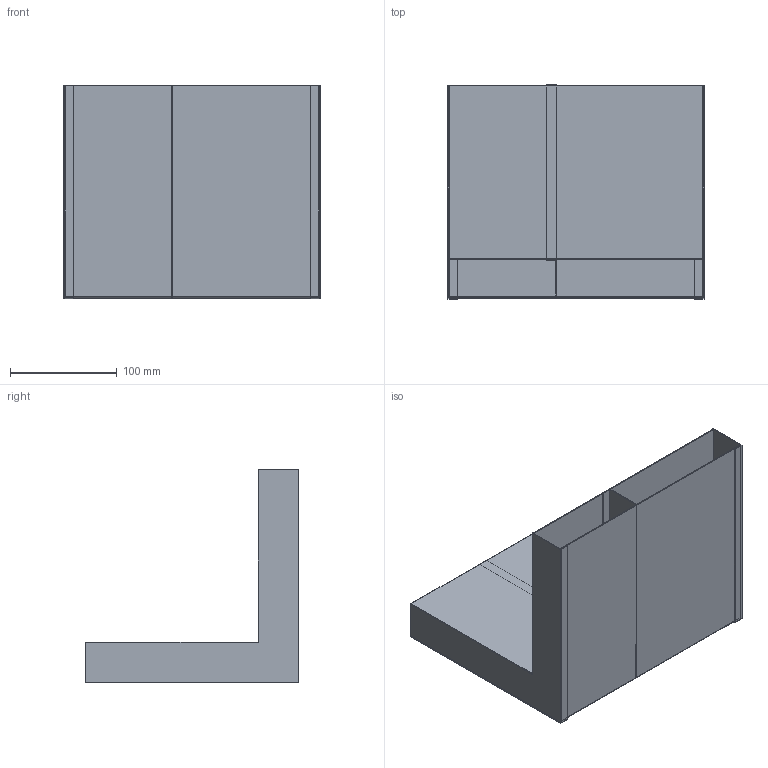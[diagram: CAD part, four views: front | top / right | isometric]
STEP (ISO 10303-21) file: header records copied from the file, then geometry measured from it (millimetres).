
FILE_DESCRIPTION((''),'2;1');
FILE_NAME('UKK_240-38-2-SIMPLIFIED_ASM','2022-12-05T09:28:52',('rissom1'),(''),'CREO PARAMETRIC BY PTC INC, 2022024','CREO PARAMETRIC BY PTC INC, 2022024','');
FILE_SCHEMA(('AUTOMOTIVE_DESIGN { 1 0 10303 214 1 1 1 1 }'));
Length unit declared in the file: millimetre
Products named in the file (5): UKKI_240-38-SIMPLIFIED; UKKS_38-SIMPLIFIED; UKKA_240-SIMPLIFIED; UKKT_38-SIMPLIFIED; UKK_240-38-2-SIMPLIFIED_ASM
Assembly tree (5 placements, depth 2):
  UKK_240-38-2-SIMPLIFIED_ASM
    UKKI_240-38-SIMPLIFIED
    UKKS_38-SIMPLIFIED  x2
    UKKA_240-SIMPLIFIED
    UKKT_38-SIMPLIFIED
Bounding box: 240 x 200.5 x 200.53 mm (x, y, z)
Volume: 166072.7 mm3; surface area: 446490.5 mm2
Topology: 5 solids, 5 shells, 62 faces, 180 edges, 128 vertices
Faces by surface type: plane 49, cylinder 13
Entity records: 4895 total; most frequent: CARTESIAN_POINT 2287, DIRECTION 369, ORIENTED_EDGE 240, COLOUR_RGB 211, PRESENTATION_STYLE_ASSIGNMENT 156, CURVE_STYLE 149, STYLED_ITEM 147, AXIS2_PLACEMENT_3D 120
